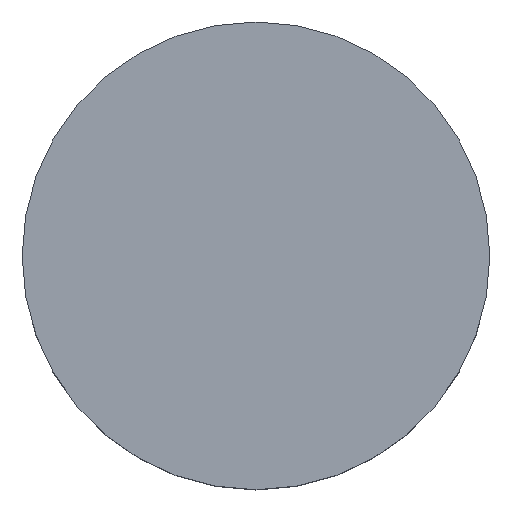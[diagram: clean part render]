
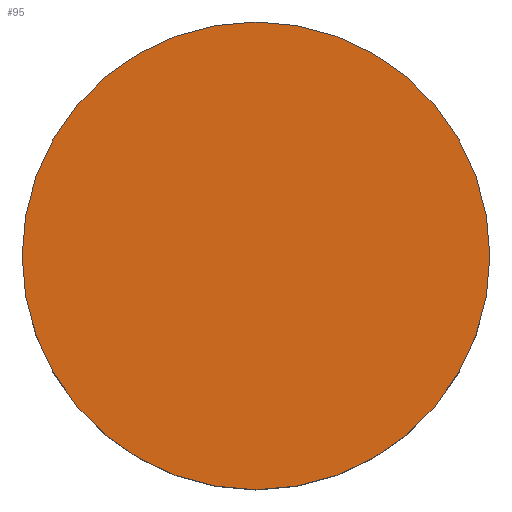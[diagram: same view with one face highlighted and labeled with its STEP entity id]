
A CAD part, top view. The second image highlights one B-rep face of the part: STEP entity #95.
In plain terms, the highlighted planar face has unit normal (0, 0, 1).
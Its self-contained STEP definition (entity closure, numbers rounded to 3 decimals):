
#23 = AXIS2_PLACEMENT_3D ( 'NONE', #218, #437, #274 ) ;
#30 = CARTESIAN_POINT ( 'NONE',  ( 0., 0., 25. ) ) ;
#53 = AXIS2_PLACEMENT_3D ( 'NONE', #30, #73, #488 ) ;
#73 = DIRECTION ( 'NONE',  ( 0., 0., 1. ) ) ;
#89 = EDGE_CURVE ( 'NONE', #206, #543, #646, .T. ) ;
#93 = CARTESIAN_POINT ( 'NONE',  ( 0., 0., 25. ) ) ;
#95 = ADVANCED_FACE ( 'NONE', ( #384 ), #426, .T. ) ;
#164 = ORIENTED_EDGE ( 'NONE', *, *, #89, .T. ) ;
#193 = CARTESIAN_POINT ( 'NONE',  ( 7.5, 0., 25. ) ) ;
#206 = VERTEX_POINT ( 'NONE', #193 ) ;
#218 = CARTESIAN_POINT ( 'NONE',  ( 0., 0., 25. ) ) ;
#268 = AXIS2_PLACEMENT_3D ( 'NONE', #93, #409, #345 ) ;
#274 = DIRECTION ( 'NONE',  ( 1., 0., 0. ) ) ;
#279 = CIRCLE ( 'NONE', #268, 7.5 ) ;
#345 = DIRECTION ( 'NONE',  ( 1., 0., 0. ) ) ;
#370 = ORIENTED_EDGE ( 'NONE', *, *, #410, .T. ) ;
#384 = FACE_OUTER_BOUND ( 'NONE', #577, .T. ) ;
#409 = DIRECTION ( 'NONE',  ( 0., 0., 1. ) ) ;
#410 = EDGE_CURVE ( 'NONE', #543, #206, #279, .T. ) ;
#426 = PLANE ( 'NONE',  #53 ) ;
#437 = DIRECTION ( 'NONE',  ( 0., 0., 1. ) ) ;
#488 = DIRECTION ( 'NONE',  ( 1., 0., 0. ) ) ;
#543 = VERTEX_POINT ( 'NONE', #591 ) ;
#577 = EDGE_LOOP ( 'NONE', ( #370, #164 ) ) ;
#591 = CARTESIAN_POINT ( 'NONE',  ( -7.5, 0., 25. ) ) ;
#646 = CIRCLE ( 'NONE', #23, 7.5 ) ;
